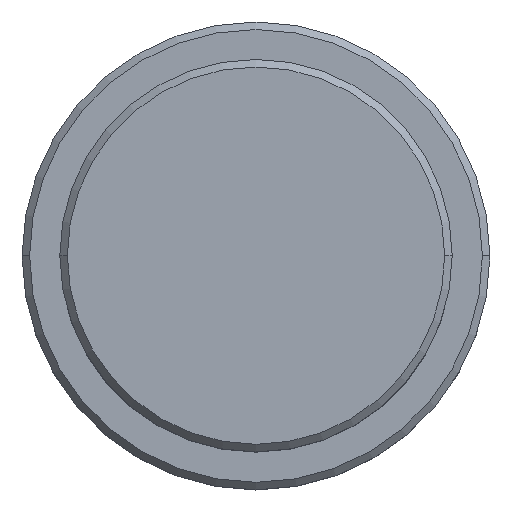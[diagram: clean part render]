
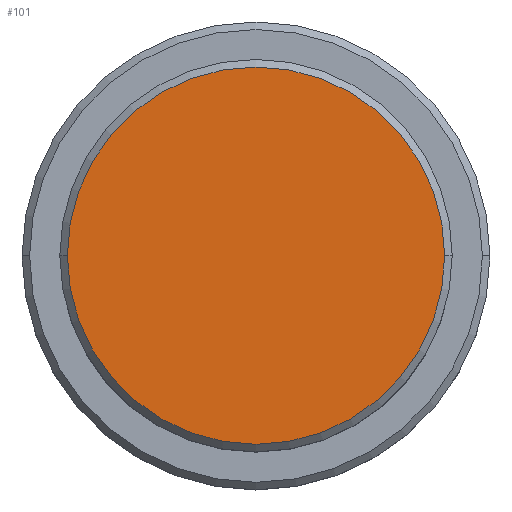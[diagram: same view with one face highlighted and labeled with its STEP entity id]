
A CAD part, top view. The second image highlights one B-rep face of the part: STEP entity #101.
In plain terms, the highlighted planar face has unit normal (0, 0, 1).
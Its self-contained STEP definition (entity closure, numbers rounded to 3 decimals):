
#101 = ADVANCED_FACE ( 'NONE', ( #307 ), #607, .T. ) ;
#109 = VERTEX_POINT ( 'NONE', #191 ) ;
#139 = ORIENTED_EDGE ( 'NONE', *, *, #205, .T. ) ;
#186 = VERTEX_POINT ( 'NONE', #563 ) ;
#191 = CARTESIAN_POINT ( 'NONE',  ( -12.5, 0., 0. ) ) ;
#205 = EDGE_CURVE ( 'NONE', #186, #109, #232, .T. ) ;
#219 = DIRECTION ( 'NONE',  ( 0., 0., 1. ) ) ;
#232 = CIRCLE ( 'NONE', #688, 12.5 ) ;
#307 = FACE_OUTER_BOUND ( 'NONE', #1010, .T. ) ;
#411 = EDGE_CURVE ( 'NONE', #109, #186, #461, .T. ) ;
#461 = CIRCLE ( 'NONE', #830, 12.5 ) ;
#563 = CARTESIAN_POINT ( 'NONE',  ( 12.5, 0., 0. ) ) ;
#607 = PLANE ( 'NONE',  #1417 ) ;
#688 = AXIS2_PLACEMENT_3D ( 'NONE', #1416, #866, #1295 ) ;
#830 = AXIS2_PLACEMENT_3D ( 'NONE', #855, #219, #960 ) ;
#855 = CARTESIAN_POINT ( 'NONE',  ( 0., 0., 0. ) ) ;
#857 = CARTESIAN_POINT ( 'NONE',  ( 0., 0., 0. ) ) ;
#866 = DIRECTION ( 'NONE',  ( 0., 0., 1. ) ) ;
#960 = DIRECTION ( 'NONE',  ( 1., 0., 0. ) ) ;
#1010 = EDGE_LOOP ( 'NONE', ( #1289, #139 ) ) ;
#1048 = DIRECTION ( 'NONE',  ( 1., 0., 0. ) ) ;
#1289 = ORIENTED_EDGE ( 'NONE', *, *, #411, .T. ) ;
#1290 = DIRECTION ( 'NONE',  ( 0., 0., 1. ) ) ;
#1295 = DIRECTION ( 'NONE',  ( 1., 0., 0. ) ) ;
#1416 = CARTESIAN_POINT ( 'NONE',  ( 0., 0., 0. ) ) ;
#1417 = AXIS2_PLACEMENT_3D ( 'NONE', #857, #1290, #1048 ) ;
